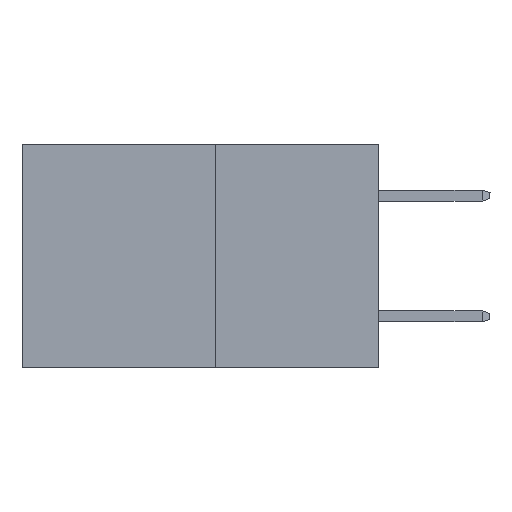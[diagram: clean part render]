
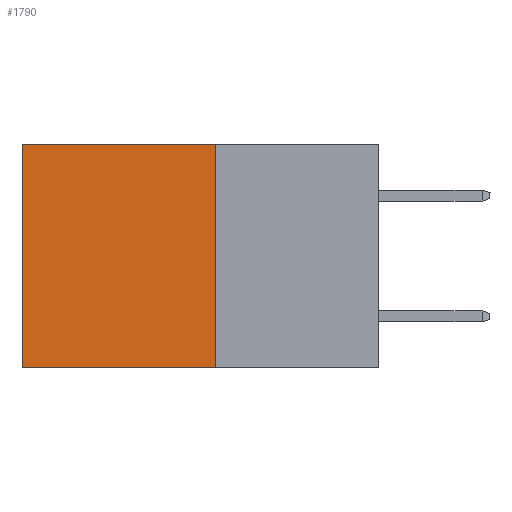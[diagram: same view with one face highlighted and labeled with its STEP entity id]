
A CAD part, left-side view. The second image highlights one B-rep face of the part: STEP entity #1790.
In plain terms, the highlighted planar face has unit normal (-1, 0, 0).
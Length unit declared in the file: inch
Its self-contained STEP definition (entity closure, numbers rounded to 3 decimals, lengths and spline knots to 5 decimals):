
#10 = ORIENTED_EDGE ( 'NONE', *, *, #3488, .F. ) ;
#70 = VECTOR ( 'NONE', #12329, 39.37008 ) ;
#183 = DIRECTION ( 'NONE',  ( 0., 0., -1. ) ) ;
#538 = EDGE_CURVE ( 'NONE', #7323, #12235, #13278, .T. ) ;
#872 = VERTEX_POINT ( 'NONE', #5222 ) ;
#1334 = ORIENTED_EDGE ( 'NONE', *, *, #538, .F. ) ;
#1790 = ADVANCED_FACE ( 'NONE', ( #8140 ), #5166, .F. ) ;
#2034 = ORIENTED_EDGE ( 'NONE', *, *, #9876, .T. ) ;
#2265 = ORIENTED_EDGE ( 'NONE', *, *, #6476, .T. ) ;
#3107 = VECTOR ( 'NONE', #10933, 39.37008 ) ;
#3363 = VECTOR ( 'NONE', #183, 39.37008 ) ;
#3488 = EDGE_CURVE ( 'NONE', #3539, #7323, #13165, .T. ) ;
#3539 = VERTEX_POINT ( 'NONE', #9435 ) ;
#4074 = DIRECTION ( 'NONE',  ( 0., 0., -1. ) ) ;
#5166 = PLANE ( 'NONE',  #14874 ) ;
#5222 = CARTESIAN_POINT ( 'NONE',  ( 0.277, 0.59, 0. ) ) ;
#6476 = EDGE_CURVE ( 'NONE', #3539, #872, #7182, .T. ) ;
#7182 = LINE ( 'NONE', #8328, #13829 ) ;
#7323 = VERTEX_POINT ( 'NONE', #7639 ) ;
#7612 = CARTESIAN_POINT ( 'NONE',  ( 0.277, 0.27, -0.37 ) ) ;
#7639 = CARTESIAN_POINT ( 'NONE',  ( 0.277, 0.27, -0.37 ) ) ;
#8140 = FACE_OUTER_BOUND ( 'NONE', #11853, .T. ) ;
#8328 = CARTESIAN_POINT ( 'NONE',  ( 0.277, 0.27, 0. ) ) ;
#8582 = CARTESIAN_POINT ( 'NONE',  ( 0.277, 0.59, -0.37 ) ) ;
#8811 = CARTESIAN_POINT ( 'NONE',  ( 0.277, 0.59, -0.37 ) ) ;
#9435 = CARTESIAN_POINT ( 'NONE',  ( 0.277, 0.27, 0. ) ) ;
#9680 = CARTESIAN_POINT ( 'NONE',  ( 0.277, 0.27, -0.37 ) ) ;
#9876 = EDGE_CURVE ( 'NONE', #872, #12235, #13517, .T. ) ;
#10608 = DIRECTION ( 'NONE',  ( 0., 1., 0. ) ) ;
#10933 = DIRECTION ( 'NONE',  ( 0., 1., 0. ) ) ;
#11006 = CARTESIAN_POINT ( 'NONE',  ( 0.277, 0.27, -0.37 ) ) ;
#11853 = EDGE_LOOP ( 'NONE', ( #2034, #1334, #10, #2265 ) ) ;
#12041 = DIRECTION ( 'NONE',  ( 1., 0., 0. ) ) ;
#12235 = VERTEX_POINT ( 'NONE', #8811 ) ;
#12329 = DIRECTION ( 'NONE',  ( 0., 0., -1. ) ) ;
#13165 = LINE ( 'NONE', #9680, #70 ) ;
#13278 = LINE ( 'NONE', #11006, #3107 ) ;
#13517 = LINE ( 'NONE', #8582, #3363 ) ;
#13829 = VECTOR ( 'NONE', #10608, 39.37008 ) ;
#14874 = AXIS2_PLACEMENT_3D ( 'NONE', #7612, #12041, #4074 ) ;
